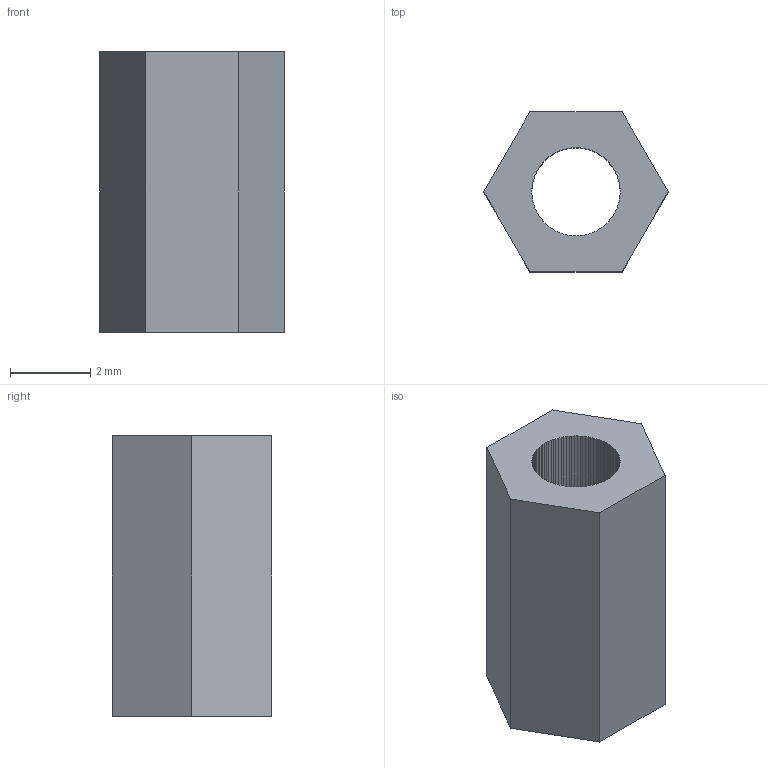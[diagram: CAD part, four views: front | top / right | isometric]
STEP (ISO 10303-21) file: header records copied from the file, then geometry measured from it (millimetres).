
FILE_DESCRIPTION(('FreeCAD Model'),'2;1');
FILE_SCHEMA(('AUTOMOTIVE_DESIGN { 1 0 10303 214 1 1 1 1 }'));
Length unit declared in the file: millimetre
Products named in the file (1): difference
Bounding box: 4.6 x 3.98 x 7 mm (x, y, z)
Volume: 69.6 mm3; surface area: 164.9 mm2
Topology: 1 solids, 1 shells, 108 faces, 318 edges, 212 vertices
Faces by surface type: plane 108
Entity records: 4295 total; most frequent: CARTESIAN_POINT 639, ORIENTED_EDGE 636, DIRECTION 536, EDGE_CURVE 318, LINE 318, VECTOR 318, VERTEX_POINT 212, FACE_BOUND 110
